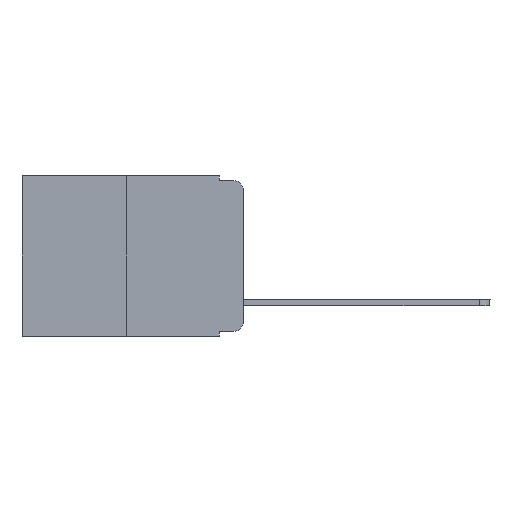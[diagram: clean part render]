
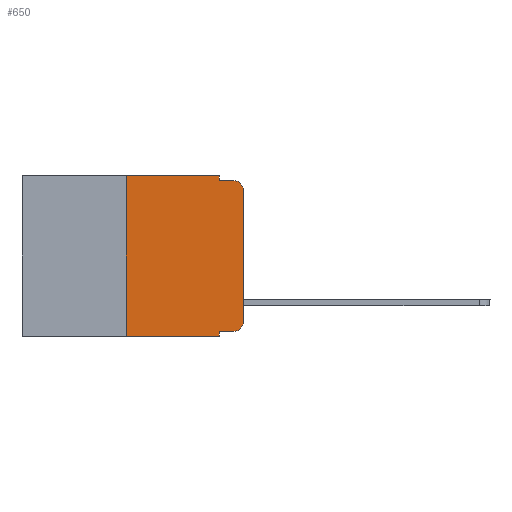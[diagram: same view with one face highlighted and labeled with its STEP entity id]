
A CAD part, left-side view. The second image highlights one B-rep face of the part: STEP entity #650.
In plain terms, the highlighted planar face has unit normal (-1, 0, 0).
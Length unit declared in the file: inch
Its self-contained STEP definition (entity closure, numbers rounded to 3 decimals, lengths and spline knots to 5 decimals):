
#161 = EDGE_CURVE ( 'NONE', #1166, #12394, #951, .T. ) ;
#286 = LINE ( 'NONE', #357, #1916 ) ;
#333 = ORIENTED_EDGE ( 'NONE', *, *, #2047, .T. ) ;
#357 = CARTESIAN_POINT ( 'NONE',  ( 0., 0.473, 0. ) ) ;
#449 = DIRECTION ( 'NONE',  ( 0., -1., 0. ) ) ;
#600 = DIRECTION ( 'NONE',  ( 0., -1., 0. ) ) ;
#650 = ADVANCED_FACE ( 'NONE', ( #8698 ), #11834, .F. ) ;
#854 = VERTEX_POINT ( 'NONE', #12398 ) ;
#951 = LINE ( 'NONE', #8879, #8581 ) ;
#1111 = CARTESIAN_POINT ( 'NONE',  ( 0., 0.051, -0.333 ) ) ;
#1166 = VERTEX_POINT ( 'NONE', #1111 ) ;
#1215 = EDGE_CURVE ( 'NONE', #13919, #4583, #13893, .T. ) ;
#1872 = CARTESIAN_POINT ( 'NONE',  ( 0., 0.473, 0. ) ) ;
#1884 = CARTESIAN_POINT ( 'NONE',  ( 0., 0.25, -0.343 ) ) ;
#1916 = VECTOR ( 'NONE', #5772, 39.37008 ) ;
#2020 = ORIENTED_EDGE ( 'NONE', *, *, #7321, .F. ) ;
#2047 = EDGE_CURVE ( 'NONE', #3257, #13405, #2117, .T. ) ;
#2090 = VECTOR ( 'NONE', #3094, 39.37008 ) ;
#2116 = EDGE_CURVE ( 'NONE', #13405, #13919, #4713, .T. ) ;
#2117 = CIRCLE ( 'NONE', #3295, 0.02 ) ;
#2594 = EDGE_CURVE ( 'NONE', #3934, #9619, #13923, .T. ) ;
#2727 = DIRECTION ( 'NONE',  ( 0., 0., -1. ) ) ;
#3094 = DIRECTION ( 'NONE',  ( 0., 0., -1. ) ) ;
#3257 = VERTEX_POINT ( 'NONE', #12000 ) ;
#3295 = AXIS2_PLACEMENT_3D ( 'NONE', #6172, #6958, #8185 ) ;
#3461 = ORIENTED_EDGE ( 'NONE', *, *, #9889, .F. ) ;
#3879 = ORIENTED_EDGE ( 'NONE', *, *, #4136, .F. ) ;
#3934 = VERTEX_POINT ( 'NONE', #8600 ) ;
#3989 = VECTOR ( 'NONE', #7167, 39.37008 ) ;
#4136 = EDGE_CURVE ( 'NONE', #854, #3934, #286, .T. ) ;
#4583 = VERTEX_POINT ( 'NONE', #10496 ) ;
#4713 = LINE ( 'NONE', #6024, #3989 ) ;
#4934 = CARTESIAN_POINT ( 'NONE',  ( 0., 0.051, -0.333 ) ) ;
#5303 = DIRECTION ( 'NONE',  ( 1., 0., 0. ) ) ;
#5772 = DIRECTION ( 'NONE',  ( 0., -1., 0. ) ) ;
#5777 = ORIENTED_EDGE ( 'NONE', *, *, #2116, .T. ) ;
#6024 = CARTESIAN_POINT ( 'NONE',  ( 0., 0., 0. ) ) ;
#6149 = LINE ( 'NONE', #10562, #9895 ) ;
#6172 = CARTESIAN_POINT ( 'NONE',  ( 0., 0.02, -0.313 ) ) ;
#6248 = LINE ( 'NONE', #4934, #9915 ) ;
#6330 = DIRECTION ( 'NONE',  ( 0., 0., -1. ) ) ;
#6619 = VECTOR ( 'NONE', #7473, 39.37008 ) ;
#6958 = DIRECTION ( 'NONE',  ( -1., 0., 0. ) ) ;
#7167 = DIRECTION ( 'NONE',  ( 0., 0., 1. ) ) ;
#7321 = EDGE_CURVE ( 'NONE', #8130, #854, #11972, .T. ) ;
#7473 = DIRECTION ( 'NONE',  ( 0., 0., 1. ) ) ;
#8088 = AXIS2_PLACEMENT_3D ( 'NONE', #9253, #13626, #2727 ) ;
#8094 = VECTOR ( 'NONE', #600, 39.37008 ) ;
#8130 = VERTEX_POINT ( 'NONE', #1884 ) ;
#8185 = DIRECTION ( 'NONE',  ( 0., 0., -1. ) ) ;
#8332 = ORIENTED_EDGE ( 'NONE', *, *, #13315, .T. ) ;
#8394 = CARTESIAN_POINT ( 'NONE',  ( 0., 0., -0.313 ) ) ;
#8518 = ORIENTED_EDGE ( 'NONE', *, *, #10601, .T. ) ;
#8581 = VECTOR ( 'NONE', #12013, 39.37008 ) ;
#8600 = CARTESIAN_POINT ( 'NONE',  ( 0., 0.051, 0. ) ) ;
#8615 = CARTESIAN_POINT ( 'NONE',  ( 0., 0.051, -0.01 ) ) ;
#8698 = FACE_OUTER_BOUND ( 'NONE', #11865, .T. ) ;
#8841 = ORIENTED_EDGE ( 'NONE', *, *, #1215, .T. ) ;
#8879 = CARTESIAN_POINT ( 'NONE',  ( 0., 0.051, 0. ) ) ;
#8906 = ORIENTED_EDGE ( 'NONE', *, *, #161, .F. ) ;
#9253 = CARTESIAN_POINT ( 'NONE',  ( 0., 0.02, -0.03 ) ) ;
#9567 = CARTESIAN_POINT ( 'NONE',  ( 0., 0.25, 0. ) ) ;
#9619 = VERTEX_POINT ( 'NONE', #8615 ) ;
#9886 = CARTESIAN_POINT ( 'NONE',  ( 0., 0., -0.03 ) ) ;
#9889 = EDGE_CURVE ( 'NONE', #9619, #4583, #6149, .T. ) ;
#9895 = VECTOR ( 'NONE', #449, 39.37008 ) ;
#9915 = VECTOR ( 'NONE', #10510, 39.37008 ) ;
#10066 = LINE ( 'NONE', #13858, #8094 ) ;
#10496 = CARTESIAN_POINT ( 'NONE',  ( 0., 0.02, -0.01 ) ) ;
#10510 = DIRECTION ( 'NONE',  ( 0., -1., 0. ) ) ;
#10562 = CARTESIAN_POINT ( 'NONE',  ( 0., 0.051, -0.01 ) ) ;
#10601 = EDGE_CURVE ( 'NONE', #1166, #3257, #6248, .T. ) ;
#11737 = CARTESIAN_POINT ( 'NONE',  ( 0., 0.051, 0. ) ) ;
#11834 = PLANE ( 'NONE',  #12094 ) ;
#11865 = EDGE_LOOP ( 'NONE', ( #5777, #8841, #3461, #12540, #3879, #2020, #8332, #8906, #8518, #333 ) ) ;
#11972 = LINE ( 'NONE', #9567, #6619 ) ;
#12000 = CARTESIAN_POINT ( 'NONE',  ( 0., 0.02, -0.333 ) ) ;
#12013 = DIRECTION ( 'NONE',  ( 0., 0., -1. ) ) ;
#12094 = AXIS2_PLACEMENT_3D ( 'NONE', #1872, #5303, #6330 ) ;
#12394 = VERTEX_POINT ( 'NONE', #13945 ) ;
#12398 = CARTESIAN_POINT ( 'NONE',  ( 0., 0.25, 0. ) ) ;
#12540 = ORIENTED_EDGE ( 'NONE', *, *, #2594, .F. ) ;
#13315 = EDGE_CURVE ( 'NONE', #8130, #12394, #10066, .T. ) ;
#13405 = VERTEX_POINT ( 'NONE', #8394 ) ;
#13626 = DIRECTION ( 'NONE',  ( -1., 0., 0. ) ) ;
#13858 = CARTESIAN_POINT ( 'NONE',  ( 0., 0.473, -0.343 ) ) ;
#13893 = CIRCLE ( 'NONE', #8088, 0.02 ) ;
#13919 = VERTEX_POINT ( 'NONE', #9886 ) ;
#13923 = LINE ( 'NONE', #11737, #2090 ) ;
#13945 = CARTESIAN_POINT ( 'NONE',  ( 0., 0.051, -0.343 ) ) ;
